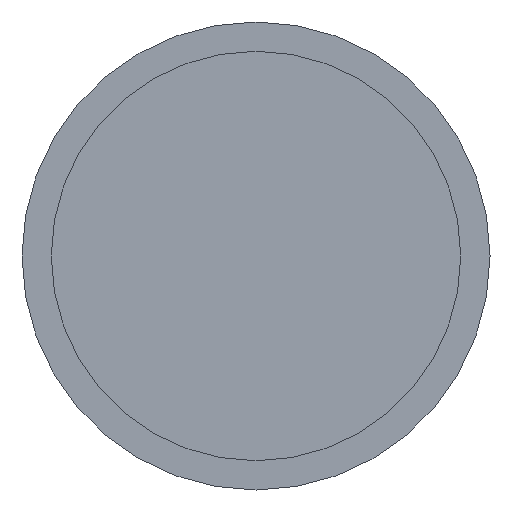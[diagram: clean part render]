
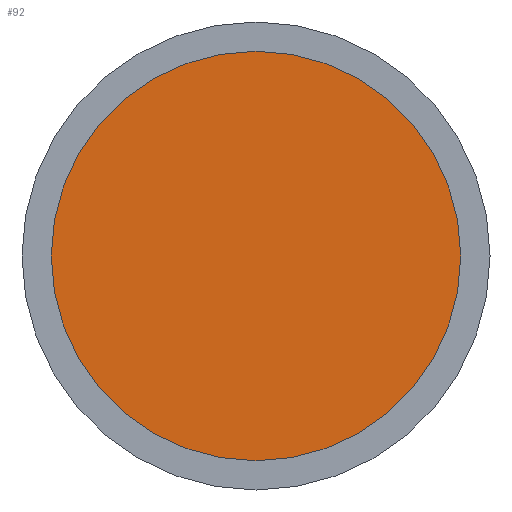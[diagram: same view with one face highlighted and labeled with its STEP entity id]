
A CAD part, front view. The second image highlights one B-rep face of the part: STEP entity #92.
In plain terms, the highlighted planar face has unit normal (0, -1, 0).
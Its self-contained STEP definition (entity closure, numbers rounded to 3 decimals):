
#22 = CARTESIAN_POINT ( 'NONE',  ( 0., 0., 0. ) ) ;
#39 = CIRCLE ( 'NONE', #413, 17.5 ) ;
#79 = AXIS2_PLACEMENT_3D ( 'NONE', #160, #272, #379 ) ;
#92 = ADVANCED_FACE ( 'NONE', ( #352 ), #200, .F. ) ;
#108 = DIRECTION ( 'NONE',  ( 0., 0., 1. ) ) ;
#129 = DIRECTION ( 'NONE',  ( 0., 0., 1. ) ) ;
#160 = CARTESIAN_POINT ( 'NONE',  ( 0., 0., 0. ) ) ;
#200 = PLANE ( 'NONE',  #79 ) ;
#227 = ORIENTED_EDGE ( 'NONE', *, *, #358, .F. ) ;
#237 = DIRECTION ( 'NONE',  ( 0., 1., 0. ) ) ;
#257 = VERTEX_POINT ( 'NONE', #322 ) ;
#272 = DIRECTION ( 'NONE',  ( 0., 1., 0. ) ) ;
#295 = AXIS2_PLACEMENT_3D ( 'NONE', #22, #444, #108 ) ;
#298 = ORIENTED_EDGE ( 'NONE', *, *, #472, .F. ) ;
#300 = CIRCLE ( 'NONE', #295, 17.5 ) ;
#322 = CARTESIAN_POINT ( 'NONE',  ( 0., 0., -17.5 ) ) ;
#352 = FACE_OUTER_BOUND ( 'NONE', #450, .T. ) ;
#358 = EDGE_CURVE ( 'NONE', #376, #257, #39, .T. ) ;
#376 = VERTEX_POINT ( 'NONE', #464 ) ;
#379 = DIRECTION ( 'NONE',  ( 0., 0., 1. ) ) ;
#395 = CARTESIAN_POINT ( 'NONE',  ( 0., 0., 0. ) ) ;
#413 = AXIS2_PLACEMENT_3D ( 'NONE', #395, #237, #129 ) ;
#444 = DIRECTION ( 'NONE',  ( 0., 1., 0. ) ) ;
#450 = EDGE_LOOP ( 'NONE', ( #298, #227 ) ) ;
#464 = CARTESIAN_POINT ( 'NONE',  ( 0., 0., 17.5 ) ) ;
#472 = EDGE_CURVE ( 'NONE', #257, #376, #300, .T. ) ;
